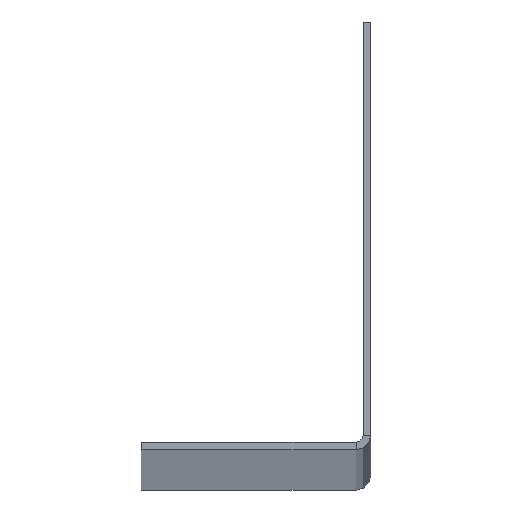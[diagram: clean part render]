
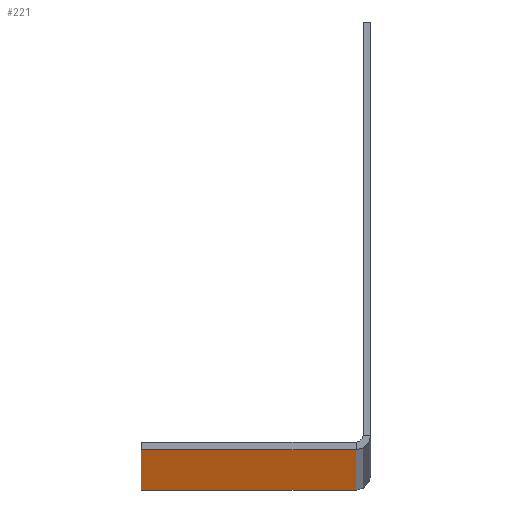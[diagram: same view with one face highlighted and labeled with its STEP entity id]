
A CAD part, top view. The second image highlights one B-rep face of the part: STEP entity #221.
In plain terms, the highlighted planar face has unit normal (0, -1, 0).
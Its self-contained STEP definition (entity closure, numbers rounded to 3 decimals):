
#33=FACE_OUTER_BOUND('',#47,.T.);
#47=EDGE_LOOP('',(#189,#190,#191,#192));
#54=LINE('',#342,#78);
#68=LINE('',#372,#92);
#71=LINE('',#377,#95);
#72=LINE('',#379,#96);
#78=VECTOR('',#277,10.);
#92=VECTOR('',#307,10.);
#95=VECTOR('',#312,10.);
#96=VECTOR('',#315,10.);
#102=VERTEX_POINT('',#339);
#103=VERTEX_POINT('',#341);
#111=VERTEX_POINT('',#371);
#112=VERTEX_POINT('',#375);
#119=EDGE_CURVE('',#102,#103,#54,.T.);
#135=EDGE_CURVE('',#111,#103,#68,.T.);
#138=EDGE_CURVE('',#112,#102,#71,.T.);
#139=EDGE_CURVE('',#112,#111,#72,.T.);
#189=ORIENTED_EDGE('',*,*,#119,.F.);
#190=ORIENTED_EDGE('',*,*,#138,.F.);
#191=ORIENTED_EDGE('',*,*,#139,.T.);
#192=ORIENTED_EDGE('',*,*,#135,.T.);
#208=PLANE('',#262);
#221=ADVANCED_FACE('',(#33),#208,.F.);
#262=AXIS2_PLACEMENT_3D('',#383,#322,#323);
#277=DIRECTION('',(0.,0.,-1.));
#307=DIRECTION('',(1.,0.,0.));
#312=DIRECTION('',(1.,0.,0.));
#315=DIRECTION('',(0.,0.,-1.));
#322=DIRECTION('center_axis',(0.,1.,0.));
#323=DIRECTION('ref_axis',(0.,0.,1.));
#339=CARTESIAN_POINT('',(22.39,0.,0.));
#341=CARTESIAN_POINT('',(22.39,0.,-2400.));
#342=CARTESIAN_POINT('',(22.39,0.,-1200.));
#371=CARTESIAN_POINT('',(0.,0.,-2400.));
#372=CARTESIAN_POINT('',(0.,0.,-2400.));
#375=CARTESIAN_POINT('',(0.,0.,0.));
#377=CARTESIAN_POINT('',(0.,0.,0.));
#379=CARTESIAN_POINT('',(0.,0.,0.));
#383=CARTESIAN_POINT('Origin',(33.546,0.,-1200.));
